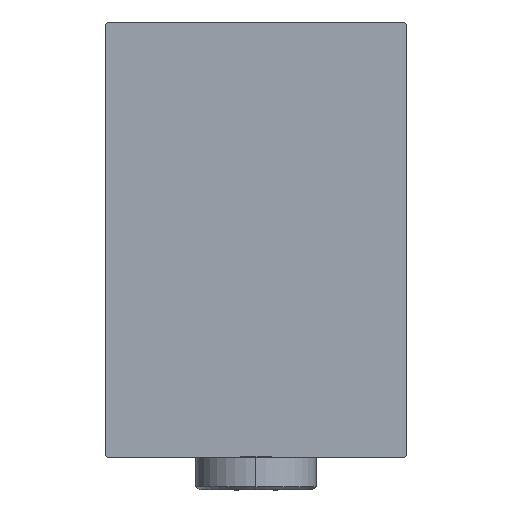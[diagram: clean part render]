
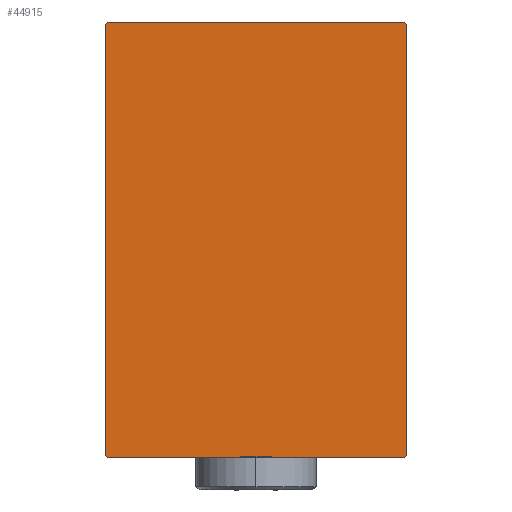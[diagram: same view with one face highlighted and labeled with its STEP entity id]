
A CAD part, left-side view. The second image highlights one B-rep face of the part: STEP entity #44915.
In plain terms, the highlighted face is planar.
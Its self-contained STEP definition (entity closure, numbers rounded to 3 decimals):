
#281 = ORIENTED_EDGE ( 'NONE', *, *, #44152, .T. ) ;
#559 = CARTESIAN_POINT ( 'NONE',  ( 170., 22.5, 32.5 ) ) ;
#1470 = DIRECTION ( 'NONE',  ( 0., -0.707, -0.707 ) ) ;
#1840 = DIRECTION ( 'NONE',  ( 0., 0., 1. ) ) ;
#2404 = CARTESIAN_POINT ( 'NONE',  ( 170., 27.35, 27.35 ) ) ;
#3554 = DIRECTION ( 'NONE',  ( 0., 0., -1. ) ) ;
#5113 = LINE ( 'NONE', #23039, #17195 ) ;
#5762 = CARTESIAN_POINT ( 'NONE',  ( 170., -22.2, -32.5 ) ) ;
#5797 = LINE ( 'NONE', #40758, #11240 ) ;
#6190 = VECTOR ( 'NONE', #1470, 1000. ) ;
#6399 = CARTESIAN_POINT ( 'NONE',  ( 170., -22.2, 32.5 ) ) ;
#6424 = VERTEX_POINT ( 'NONE', #42564 ) ;
#6442 = VERTEX_POINT ( 'NONE', #23933 ) ;
#6535 = VECTOR ( 'NONE', #36794, 1000. ) ;
#9400 = LINE ( 'NONE', #2404, #35912 ) ;
#9611 = CARTESIAN_POINT ( 'NONE',  ( 170., 22.5, 32.2 ) ) ;
#10325 = ORIENTED_EDGE ( 'NONE', *, *, #14405, .T. ) ;
#11240 = VECTOR ( 'NONE', #40983, 1000. ) ;
#12276 = VERTEX_POINT ( 'NONE', #6399 ) ;
#12887 = EDGE_LOOP ( 'NONE', ( #28778, #10325, #45223, #13590, #19788, #24903, #281, #26943 ) ) ;
#12987 = CARTESIAN_POINT ( 'NONE',  ( 170., -22.5, 32.2 ) ) ;
#13563 = EDGE_CURVE ( 'NONE', #6424, #22170, #17240, .T. ) ;
#13590 = ORIENTED_EDGE ( 'NONE', *, *, #31592, .T. ) ;
#14405 = EDGE_CURVE ( 'NONE', #15029, #6442, #26296, .T. ) ;
#15029 = VERTEX_POINT ( 'NONE', #43563 ) ;
#15411 = VERTEX_POINT ( 'NONE', #23655 ) ;
#17195 = VECTOR ( 'NONE', #1840, 1000. ) ;
#17240 = LINE ( 'NONE', #27727, #19920 ) ;
#19308 = CARTESIAN_POINT ( 'NONE',  ( 170., 27.35, -27.35 ) ) ;
#19788 = ORIENTED_EDGE ( 'NONE', *, *, #31342, .T. ) ;
#19920 = VECTOR ( 'NONE', #24667, 1000. ) ;
#21260 = DIRECTION ( 'NONE',  ( 1., 0., 0. ) ) ;
#21961 = FACE_OUTER_BOUND ( 'NONE', #12887, .T. ) ;
#22158 = EDGE_CURVE ( 'NONE', #22170, #15029, #35090, .T. ) ;
#22170 = VERTEX_POINT ( 'NONE', #5762 ) ;
#22433 = LINE ( 'NONE', #33843, #6190 ) ;
#23039 = CARTESIAN_POINT ( 'NONE',  ( 170., 22.5, -32.5 ) ) ;
#23589 = DIRECTION ( 'NONE',  ( 0., -0.707, 0.707 ) ) ;
#23655 = CARTESIAN_POINT ( 'NONE',  ( 170., 22.2, 32.5 ) ) ;
#23933 = CARTESIAN_POINT ( 'NONE',  ( 170., 22.5, -32.2 ) ) ;
#24667 = DIRECTION ( 'NONE',  ( 0., 0.707, -0.707 ) ) ;
#24770 = VECTOR ( 'NONE', #42291, 1000. ) ;
#24903 = ORIENTED_EDGE ( 'NONE', *, *, #36382, .T. ) ;
#26296 = LINE ( 'NONE', #19308, #6535 ) ;
#26305 = VERTEX_POINT ( 'NONE', #12987 ) ;
#26738 = VECTOR ( 'NONE', #34184, 1000. ) ;
#26943 = ORIENTED_EDGE ( 'NONE', *, *, #13563, .T. ) ;
#27727 = CARTESIAN_POINT ( 'NONE',  ( 170., -27.35, -27.35 ) ) ;
#28073 = LINE ( 'NONE', #559, #24770 ) ;
#28778 = ORIENTED_EDGE ( 'NONE', *, *, #22158, .T. ) ;
#31342 = EDGE_CURVE ( 'NONE', #15411, #12276, #28073, .T. ) ;
#31592 = EDGE_CURVE ( 'NONE', #36515, #15411, #9400, .T. ) ;
#31615 = CARTESIAN_POINT ( 'NONE',  ( 170., -22.5, -32.5 ) ) ;
#33843 = CARTESIAN_POINT ( 'NONE',  ( 170., -27.35, 27.35 ) ) ;
#34184 = DIRECTION ( 'NONE',  ( 0., 1., 0. ) ) ;
#34313 = AXIS2_PLACEMENT_3D ( 'NONE', #39673, #21260, #3554 ) ;
#35090 = LINE ( 'NONE', #31615, #26738 ) ;
#35467 = PLANE ( 'NONE',  #34313 ) ;
#35912 = VECTOR ( 'NONE', #23589, 1000. ) ;
#36382 = EDGE_CURVE ( 'NONE', #12276, #26305, #22433, .T. ) ;
#36515 = VERTEX_POINT ( 'NONE', #9611 ) ;
#36794 = DIRECTION ( 'NONE',  ( 0., 0.707, 0.707 ) ) ;
#39673 = CARTESIAN_POINT ( 'NONE',  ( 170., 0., 0. ) ) ;
#40758 = CARTESIAN_POINT ( 'NONE',  ( 170., -22.5, 32.5 ) ) ;
#40983 = DIRECTION ( 'NONE',  ( 0., 0., -1. ) ) ;
#42291 = DIRECTION ( 'NONE',  ( 0., -1., 0. ) ) ;
#42564 = CARTESIAN_POINT ( 'NONE',  ( 170., -22.5, -32.2 ) ) ;
#43563 = CARTESIAN_POINT ( 'NONE',  ( 170., 22.2, -32.5 ) ) ;
#44068 = EDGE_CURVE ( 'NONE', #6442, #36515, #5113, .T. ) ;
#44152 = EDGE_CURVE ( 'NONE', #26305, #6424, #5797, .T. ) ;
#44915 = ADVANCED_FACE ( 'NONE', ( #21961 ), #35467, .T. ) ;
#45223 = ORIENTED_EDGE ( 'NONE', *, *, #44068, .T. ) ;
